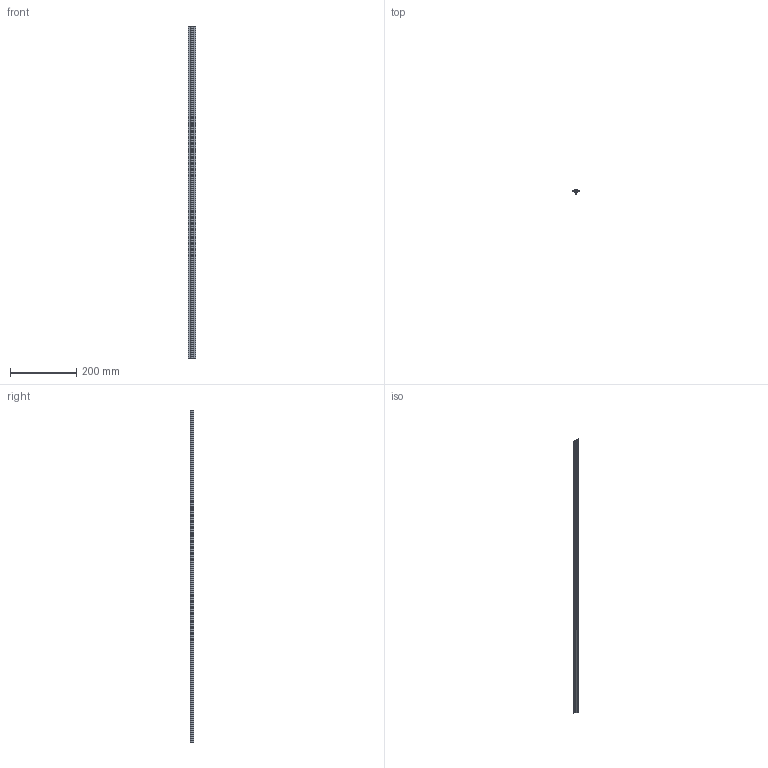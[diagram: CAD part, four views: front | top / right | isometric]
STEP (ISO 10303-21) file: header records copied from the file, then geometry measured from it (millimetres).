
FILE_DESCRIPTION (( 'STEP AP214' ), '1' );
FILE_NAME ('092058.STEP', '2015-04-23T09:16:55', ( 'Admin' ), ( 'Hewlett-Packard Company' ), 'SwSTEP 2.0', 'SolidWorks 2014', '' );
FILE_SCHEMA (( 'AUTOMOTIVE_DESIGN' ));
Length unit declared in the file: millimetre
Products named in the file (1): 092058
Bounding box: 23.99 x 10.96 x 1000 mm (x, y, z)
Volume: 83607.8 mm3; surface area: 95053.6 mm2
Topology: 1 solids, 1 shells, 74 faces, 216 edges, 144 vertices
Faces by surface type: plane 39, cylinder 35
Entity records: 2508 total; most frequent: DIRECTION 436, CARTESIAN_POINT 435, ORIENTED_EDGE 432, EDGE_CURVE 216, LINE 146, VECTOR 146, AXIS2_PLACEMENT_3D 145, VERTEX_POINT 144
